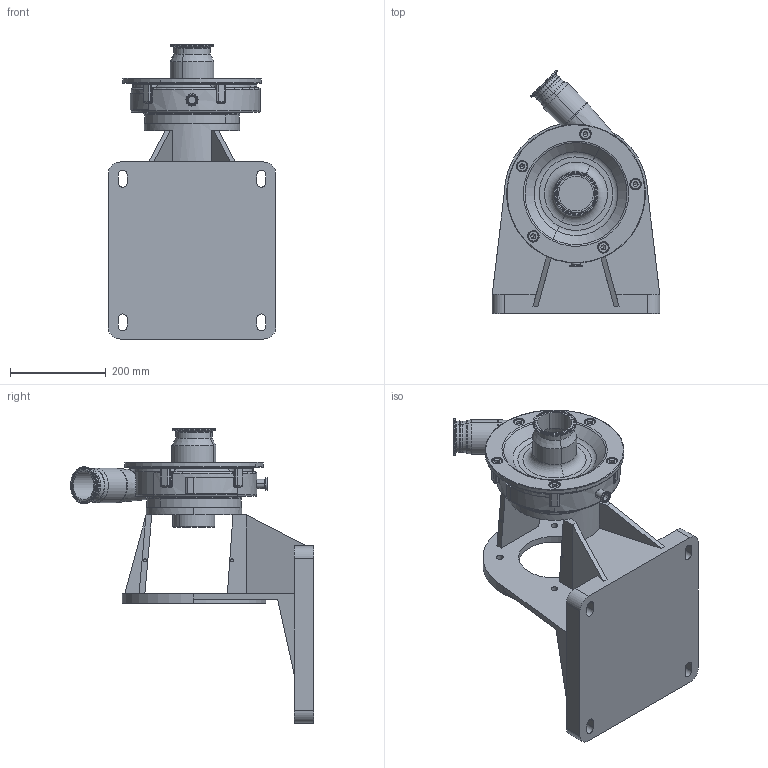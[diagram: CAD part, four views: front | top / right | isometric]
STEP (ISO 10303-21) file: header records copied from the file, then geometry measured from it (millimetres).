
FILE_DESCRIPTION (( 'STEP AP214' ), '1' );
FILE_NAME ('FP 3542 280TC 45L 3-4 In STR DRAIN.STEP', '2023-02-28T15:19:05', ( '' ), ( '' ), 'SwSTEP 2.0', 'SolidWorks 2021', '' );
FILE_SCHEMA (( 'AUTOMOTIVE_DESIGN' ));
Length unit declared in the file: millimetre
Products named in the file (1): FP 3542 280TC 45L 3-4 In STR DRAIN
Bounding box: 350 x 507.92 x 614.5 mm (x, y, z)
Volume: 14035694.1 mm3; surface area: 1060211.3 mm2
Topology: 1 solids, 2 shells, 532 faces, 1270 edges, 742 vertices
Faces by surface type: cylinder 169, plane 104, torus 89, bspline 76, cone 69, sphere 25
Entity records: 19012 total; most frequent: CARTESIAN_POINT 6895, DIRECTION 2660, ORIENTED_EDGE 2482, EDGE_CURVE 1241, AXIS2_PLACEMENT_3D 1131, VERTEX_POINT 740, CIRCLE 674, EDGE_LOOP 591
